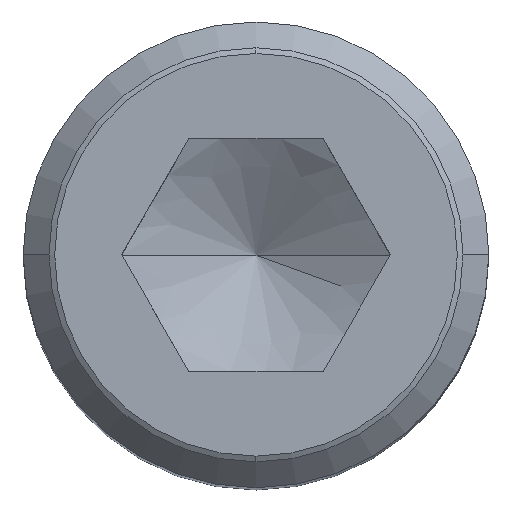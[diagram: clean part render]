
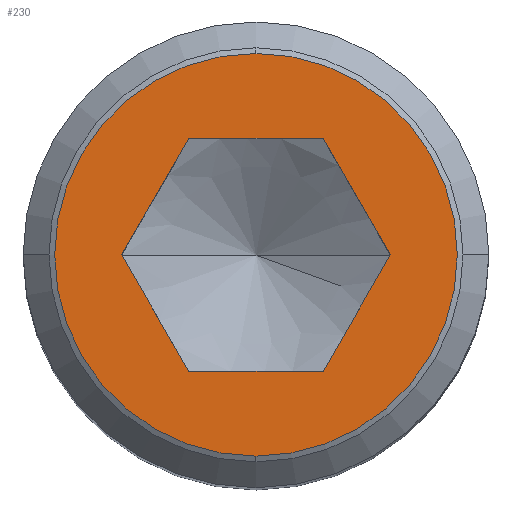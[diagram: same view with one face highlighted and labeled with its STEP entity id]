
A CAD part, top view. The second image highlights one B-rep face of the part: STEP entity #230.
In plain terms, the highlighted planar face has unit normal (0, 0, 1).
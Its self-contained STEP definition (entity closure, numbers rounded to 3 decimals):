
#172=EDGE_CURVE('',#218,#336,#402,.T.);
#188=EDGE_CURVE('',#296,#220,#419,.T.);
#196=VERTEX_POINT('',#428);
#210=EDGE_CURVE('',#220,#256,#442,.T.);
#218=VERTEX_POINT('',#453);
#220=VERTEX_POINT('',#455);
#224=EDGE_CURVE('',#336,#218,#459,.T.);
#230=ADVANCED_FACE('',(#466,#467),#468,.T.);
#252=EDGE_CURVE('',#256,#282,#493,.T.);
#256=VERTEX_POINT('',#498);
#282=VERTEX_POINT('',#526);
#288=EDGE_CURVE('',#318,#296,#533,.T.);
#296=VERTEX_POINT('',#541);
#306=EDGE_CURVE('',#282,#196,#551,.T.);
#308=EDGE_CURVE('',#196,#318,#553,.T.);
#318=VERTEX_POINT('',#565);
#336=VERTEX_POINT('',#585);
#402=CIRCLE('',#668,6.917);
#419=LINE('',#701,#702);
#428=CARTESIAN_POINT('',(2.309,-4.,0.));
#442=LINE('',#730,#731);
#453=CARTESIAN_POINT('',(0.,-6.917,0.));
#455=CARTESIAN_POINT('',(-2.309,4.,0.));
#459=CIRCLE('',#759,6.917);
#466=FACE_BOUND('',#768,.T.);
#467=FACE_OUTER_BOUND('',#769,.T.);
#468=PLANE('',#770);
#493=LINE('',#802,#803);
#498=CARTESIAN_POINT('',(2.309,4.,0.));
#526=CARTESIAN_POINT('',(4.619,0.,0.));
#533=LINE('',#860,#861);
#541=CARTESIAN_POINT('',(-4.619,0.,0.));
#551=LINE('',#895,#896);
#553=LINE('',#899,#900);
#565=CARTESIAN_POINT('',(-2.309,-4.,0.));
#585=CARTESIAN_POINT('',(0.,6.917,0.));
#668=AXIS2_PLACEMENT_3D('',#1017,#1018,#1019);
#701=CARTESIAN_POINT('',(-2.887,3.,0.));
#702=VECTOR('',#1038,1.0);
#730=CARTESIAN_POINT('',(1.155,4.,0.));
#731=VECTOR('',#1049,1.0);
#759=AXIS2_PLACEMENT_3D('',#1074,#1075,#1076);
#768=EDGE_LOOP('',(#1087,#1088,#1089,#1090,#1091,#1092));
#769=EDGE_LOOP('',(#1093,#1094));
#770=AXIS2_PLACEMENT_3D('',#1095,#1096,#1097);
#802=CARTESIAN_POINT('',(4.041,1.,0.));
#803=VECTOR('',#1126,1.0);
#860=CARTESIAN_POINT('',(-4.041,-1.,0.));
#861=VECTOR('',#1166,1.0);
#895=CARTESIAN_POINT('',(2.887,-3.,0.));
#896=VECTOR('',#1176,1.0);
#899=CARTESIAN_POINT('',(-1.155,-4.,0.));
#900=VECTOR('',#1177,1.0);
#1017=CARTESIAN_POINT('',(0.,0.,0.));
#1018=DIRECTION('',(0.0,0.0,1.0));
#1019=DIRECTION('',(0.,1.0,0.0));
#1038=DIRECTION('',(0.5,0.866,0.));
#1049=DIRECTION('',(1.0,0.0,0.0));
#1074=CARTESIAN_POINT('',(0.,0.,0.));
#1075=DIRECTION('',(0.0,0.0,1.0));
#1076=DIRECTION('',(0.,1.0,0.0));
#1087=ORIENTED_EDGE('',*,*,#288,.T.);
#1088=ORIENTED_EDGE('',*,*,#188,.T.);
#1089=ORIENTED_EDGE('',*,*,#210,.T.);
#1090=ORIENTED_EDGE('',*,*,#252,.T.);
#1091=ORIENTED_EDGE('',*,*,#306,.T.);
#1092=ORIENTED_EDGE('',*,*,#308,.T.);
#1093=ORIENTED_EDGE('',*,*,#224,.T.);
#1094=ORIENTED_EDGE('',*,*,#172,.T.);
#1095=CARTESIAN_POINT('',(-5.81,0.,0.));
#1096=DIRECTION('',(0.0,0.0,1.0));
#1097=DIRECTION('',(-1.0,0.,0.0));
#1126=DIRECTION('',(0.5,-0.866,0.));
#1166=DIRECTION('',(-0.5,0.866,0.));
#1176=DIRECTION('',(-0.5,-0.866,0.));
#1177=DIRECTION('',(-1.0,0.0,0.0));
